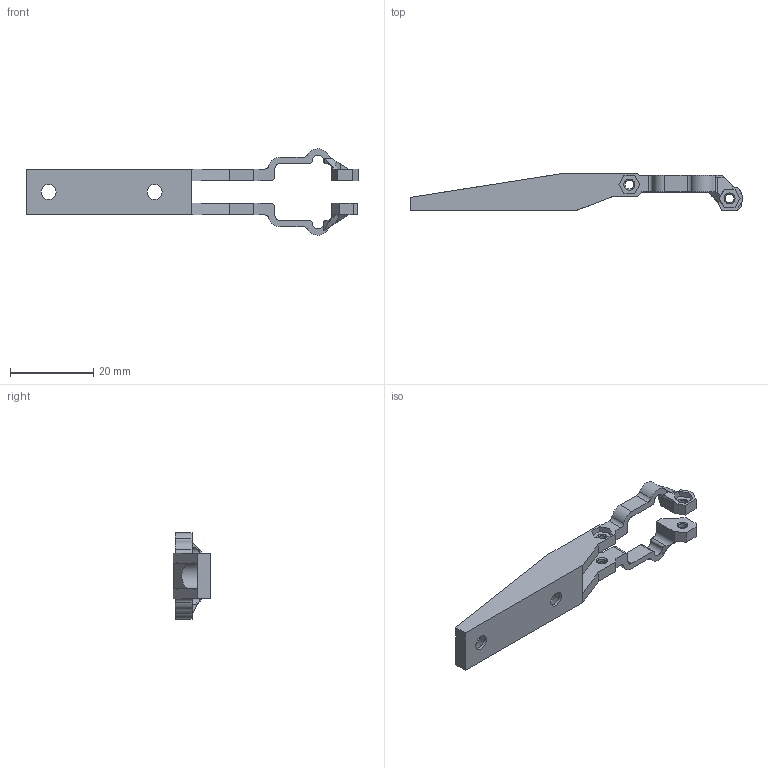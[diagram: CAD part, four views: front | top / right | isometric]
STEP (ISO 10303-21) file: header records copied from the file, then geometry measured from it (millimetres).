
FILE_DESCRIPTION(/* description */ (''),/* implementation_level */ '2;1');
FILE_NAME(/* name */ 'Clamp Reversed.step',/* time_stamp */ '2019-04-17T16:59:47-05:00',/* author */ (''),/* organization */ (''),/* preprocessor_version */ 'ST-DEVELOPER v18',/* originating_system */ 'Autodesk Translation Framework v8.2.0.1029',/* authorisation */ '');
FILE_SCHEMA (('AUTOMOTIVE_DESIGN { 1 0 10303 214 3 1 1 }'));
Length unit declared in the file: millimetre
Products named in the file (1): FusionComponent
Bounding box: 79.57 x 9 x 20.7 mm (x, y, z)
Volume: 3087.2 mm3; surface area: 3190.9 mm2
Topology: 1 solids, 1 shells, 131 faces, 375 edges, 246 vertices
Faces by surface type: plane 84, cylinder 35, cone 11, bspline 1
Full cylindrical faces by diameter (mm): 2.1 x4, 3.6 x2, 4.25 x2
Entity records: 4377 total; most frequent: CARTESIAN_POINT 825, ORIENTED_EDGE 750, DIRECTION 724, EDGE_CURVE 375, LINE 260, VECTOR 260, VERTEX_POINT 246, AXIS2_PLACEMENT_3D 232
